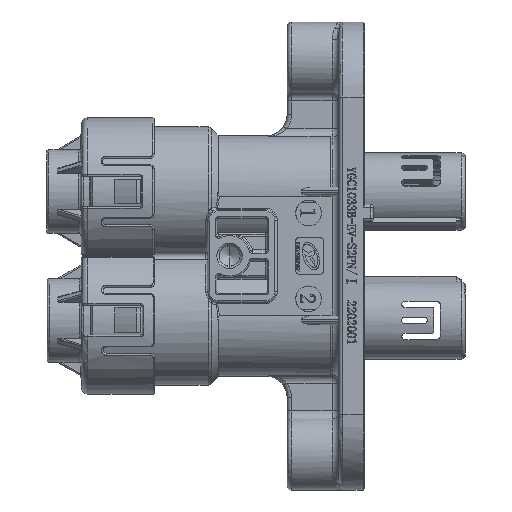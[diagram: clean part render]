
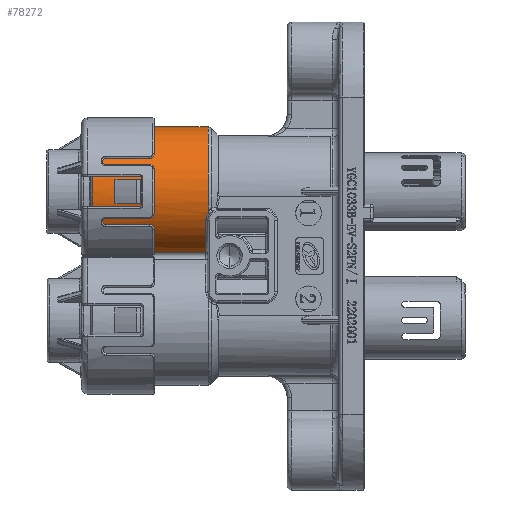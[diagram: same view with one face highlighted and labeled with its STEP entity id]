
A CAD part, top view. The second image highlights one B-rep face of the part: STEP entity #78272.
In plain terms, the highlighted cylindrical face has radius 15.05 mm (diameter 30.1 mm), a partial arc.
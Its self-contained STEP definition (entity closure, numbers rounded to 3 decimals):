
#456 = DIRECTION ( 'NONE',  ( -1., 0., 0. ) ) ;
#471 = ORIENTED_EDGE ( 'NONE', *, *, #87471, .T. ) ;
#535 = CARTESIAN_POINT ( 'NONE',  ( -56.6, 17.9, 1.768 ) ) ;
#2327 = AXIS2_PLACEMENT_3D ( 'NONE', #38214, #46918, #91788 ) ;
#2912 = ORIENTED_EDGE ( 'NONE', *, *, #78194, .T. ) ;
#3626 = VECTOR ( 'NONE', #31434, 1000. ) ;
#7392 = CIRCLE ( 'NONE', #74012, 15.05 ) ;
#9236 = DIRECTION ( 'NONE',  ( 1., 0., 0. ) ) ;
#9558 = VERTEX_POINT ( 'NONE', #70268 ) ;
#10272 = CARTESIAN_POINT ( 'NONE',  ( -61.9, 30.05, -13. ) ) ;
#12377 = CARTESIAN_POINT ( 'NONE',  ( -35.328, 9.206, 0.891 ) ) ;
#12680 = VERTEX_POINT ( 'NONE', #14390 ) ;
#14390 = CARTESIAN_POINT ( 'NONE',  ( -35.41, 0.935, -7.646 ) ) ;
#16233 = AXIS2_PLACEMENT_3D ( 'NONE', #20496, #35286, #58716 ) ;
#16615 = DIRECTION ( 'NONE',  ( 0., -1., 0. ) ) ;
#16719 = DIRECTION ( 'NONE',  ( 1., 0., 0. ) ) ;
#18078 = ORIENTED_EDGE ( 'NONE', *, *, #94855, .T. ) ;
#18957 = ORIENTED_EDGE ( 'NONE', *, *, #68884, .T. ) ;
#20496 = CARTESIAN_POINT ( 'NONE',  ( -61.9, 15., -13. ) ) ;
#20773 = CARTESIAN_POINT ( 'NONE',  ( -34.914, 10.114, 1.235 ) ) ;
#21877 = CYLINDRICAL_SURFACE ( 'NONE', #96440, 15.05 ) ;
#22955 = ORIENTED_EDGE ( 'NONE', *, *, #37306, .F. ) ;
#23767 = CIRCLE ( 'NONE', #81344, 15.05 ) ;
#24971 = CARTESIAN_POINT ( 'NONE',  ( -35.41, 15., -13. ) ) ;
#27200 = CARTESIAN_POINT ( 'NONE',  ( -35.203, 9.612, 1.056 ) ) ;
#27332 = VERTEX_POINT ( 'NONE', #33088 ) ;
#28685 = DIRECTION ( 'NONE',  ( -1., 0., 0. ) ) ;
#29748 = EDGE_CURVE ( 'NONE', #81243, #72109, #63602, .T. ) ;
#30848 = CIRCLE ( 'NONE', #2327, 15.05 ) ;
#31434 = DIRECTION ( 'NONE',  ( 1., 0., 0. ) ) ;
#32698 = DIRECTION ( 'NONE',  ( 0., 1., 0. ) ) ;
#33088 = CARTESIAN_POINT ( 'NONE',  ( -35.41, 8.515, 0.581 ) ) ;
#35286 = DIRECTION ( 'NONE',  ( 1., 0., 0. ) ) ;
#35603 = CARTESIAN_POINT ( 'NONE',  ( -34.914, 10.114, 1.235 ) ) ;
#37306 = EDGE_CURVE ( 'NONE', #83161, #70822, #66990, .T. ) ;
#37376 = VERTEX_POINT ( 'NONE', #10272 ) ;
#37418 = CARTESIAN_POINT ( 'NONE',  ( -50.6, 17.9, 1.768 ) ) ;
#38214 = CARTESIAN_POINT ( 'NONE',  ( -50.6, 15., -13. ) ) ;
#39009 = CARTESIAN_POINT ( 'NONE',  ( -61.9, 0.935, -7.646 ) ) ;
#40045 = ORIENTED_EDGE ( 'NONE', *, *, #63855, .F. ) ;
#40257 = VECTOR ( 'NONE', #9236, 1000. ) ;
#40588 = VECTOR ( 'NONE', #16719, 1000. ) ;
#40740 = CARTESIAN_POINT ( 'NONE',  ( -34.5, 15., -13. ) ) ;
#42379 = ORIENTED_EDGE ( 'NONE', *, *, #94361, .T. ) ;
#43456 = FACE_OUTER_BOUND ( 'NONE', #76292, .T. ) ;
#43806 = DIRECTION ( 'NONE',  ( 1., 0., 0. ) ) ;
#44286 = ORIENTED_EDGE ( 'NONE', *, *, #29748, .T. ) ;
#46918 = DIRECTION ( 'NONE',  ( 1., 0., 0. ) ) ;
#47178 = DIRECTION ( 'NONE',  ( -1., 0., 0. ) ) ;
#47594 = EDGE_LOOP ( 'NONE', ( #40045, #44286, #42379, #22955 ) ) ;
#48843 = VERTEX_POINT ( 'NONE', #39009 ) ;
#49074 = EDGE_CURVE ( 'NONE', #27332, #88050, #91019, .T. ) ;
#50329 = CARTESIAN_POINT ( 'NONE',  ( -35.4, 8.792, 0.711 ) ) ;
#50831 = CARTESIAN_POINT ( 'NONE',  ( -56.6, 15., -13. ) ) ;
#54159 = DIRECTION ( 'NONE',  ( 0., 1., 0. ) ) ;
#54857 = CARTESIAN_POINT ( 'NONE',  ( -34.914, 15., -13. ) ) ;
#55469 = FACE_BOUND ( 'NONE', #47594, .T. ) ;
#57749 = CIRCLE ( 'NONE', #94219, 15.05 ) ;
#58358 = VECTOR ( 'NONE', #28685, 1000. ) ;
#58716 = DIRECTION ( 'NONE',  ( 0., 1., 0. ) ) ;
#59150 = EDGE_CURVE ( 'NONE', #37376, #48843, #59249, .T. ) ;
#59249 = CIRCLE ( 'NONE', #16233, 15.05 ) ;
#60760 = LINE ( 'NONE', #67235, #58358 ) ;
#62685 = ORIENTED_EDGE ( 'NONE', *, *, #49074, .T. ) ;
#63483 = DIRECTION ( 'NONE',  ( -1., 0., 0. ) ) ;
#63602 = LINE ( 'NONE', #535, #3626 ) ;
#63855 = EDGE_CURVE ( 'NONE', #81243, #83161, #57749, .T. ) ;
#66990 = LINE ( 'NONE', #70668, #40588 ) ;
#67235 = CARTESIAN_POINT ( 'NONE',  ( -34.5, 30.05, -13. ) ) ;
#68884 = EDGE_CURVE ( 'NONE', #48843, #12680, #96553, .T. ) ;
#70268 = CARTESIAN_POINT ( 'NONE',  ( -34.914, 30.05, -13. ) ) ;
#70668 = CARTESIAN_POINT ( 'NONE',  ( -56.6, 12.1, 1.768 ) ) ;
#70822 = VERTEX_POINT ( 'NONE', #99432 ) ;
#72109 = VERTEX_POINT ( 'NONE', #37418 ) ;
#74012 = AXIS2_PLACEMENT_3D ( 'NONE', #24971, #456, #54159 ) ;
#75078 = CARTESIAN_POINT ( 'NONE',  ( -56.6, 17.9, 1.768 ) ) ;
#76292 = EDGE_LOOP ( 'NONE', ( #18078, #471, #92863, #18957, #2912, #62685 ) ) ;
#78194 = EDGE_CURVE ( 'NONE', #12680, #27332, #7392, .T. ) ;
#78272 = ADVANCED_FACE ( 'NONE', ( #55469, #43456 ), #21877, .T. ) ;
#78650 = CARTESIAN_POINT ( 'NONE',  ( -34.5, 0.935, -7.646 ) ) ;
#80491 = CARTESIAN_POINT ( 'NONE',  ( -35.359, 9.067, 0.832 ) ) ;
#80817 = CARTESIAN_POINT ( 'NONE',  ( -35.08, 9.871, 1.151 ) ) ;
#81243 = VERTEX_POINT ( 'NONE', #75078 ) ;
#81344 = AXIS2_PLACEMENT_3D ( 'NONE', #54857, #47178, #16615 ) ;
#83161 = VERTEX_POINT ( 'NONE', #91732 ) ;
#87471 = EDGE_CURVE ( 'NONE', #9558, #37376, #60760, .T. ) ;
#88050 = VERTEX_POINT ( 'NONE', #20773 ) ;
#90332 = DIRECTION ( 'NONE',  ( 0., 1., 0. ) ) ;
#91019 = B_SPLINE_CURVE_WITH_KNOTS ( 'NONE', 3,
 ( #96529, #96210, #50329, #80491, #12377, #27200, #80817, #35603 ),
 .UNSPECIFIED., .F., .F.,
 ( 4, 2, 2, 4 ),
 ( 0., 0., 0.001, 0.002 ),
 .UNSPECIFIED. ) ;
#91732 = CARTESIAN_POINT ( 'NONE',  ( -56.6, 12.1, 1.768 ) ) ;
#91788 = DIRECTION ( 'NONE',  ( 0., 1., 0. ) ) ;
#92863 = ORIENTED_EDGE ( 'NONE', *, *, #59150, .T. ) ;
#94219 = AXIS2_PLACEMENT_3D ( 'NONE', #50831, #43806, #90332 ) ;
#94361 = EDGE_CURVE ( 'NONE', #72109, #70822, #30848, .T. ) ;
#94855 = EDGE_CURVE ( 'NONE', #88050, #9558, #23767, .T. ) ;
#96210 = CARTESIAN_POINT ( 'NONE',  ( -35.41, 8.654, 0.647 ) ) ;
#96440 = AXIS2_PLACEMENT_3D ( 'NONE', #40740, #63483, #32698 ) ;
#96529 = CARTESIAN_POINT ( 'NONE',  ( -35.41, 8.515, 0.581 ) ) ;
#96553 = LINE ( 'NONE', #78650, #40257 ) ;
#99432 = CARTESIAN_POINT ( 'NONE',  ( -50.6, 12.1, 1.768 ) ) ;
